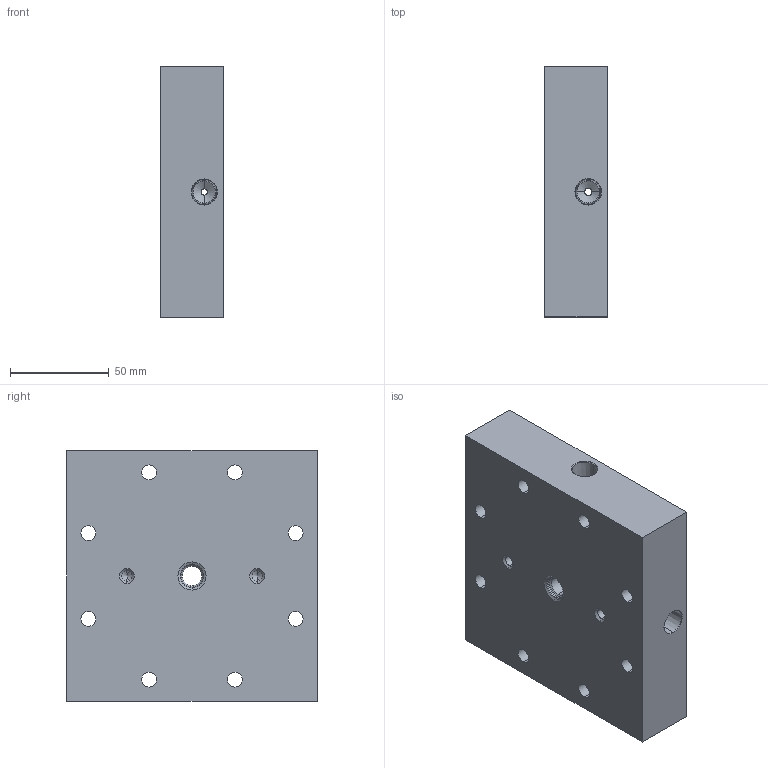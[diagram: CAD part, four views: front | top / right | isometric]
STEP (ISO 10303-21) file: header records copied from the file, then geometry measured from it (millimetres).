
FILE_DESCRIPTION (( 'STEP AP214' ), '1' );
FILE_NAME ('Injector V3.STEP', '2024-04-17T05:38:02', ( '' ), ( '' ), 'SwSTEP 2.0', 'SolidWorks 2024', '' );
FILE_SCHEMA (( 'AUTOMOTIVE_DESIGN' ));
Length unit declared in the file: inch
Products named in the file (1): Injector V3
Bounding box: 31.75 x 127 x 127 mm (x, y, z)
Volume: 457545.8 mm3; surface area: 60439.4 mm2
Topology: 1 solids, 1 shells, 95 faces, 222 edges, 130 vertices
Faces by surface type: cylinder 42, cone 38, plane 11, torus 4
Entity records: 2955 total; most frequent: CARTESIAN_POINT 656, DIRECTION 518, ORIENTED_EDGE 436, EDGE_CURVE 218, AXIS2_PLACEMENT_3D 212, VERTEX_POINT 130, EDGE_LOOP 126, CIRCLE 116
